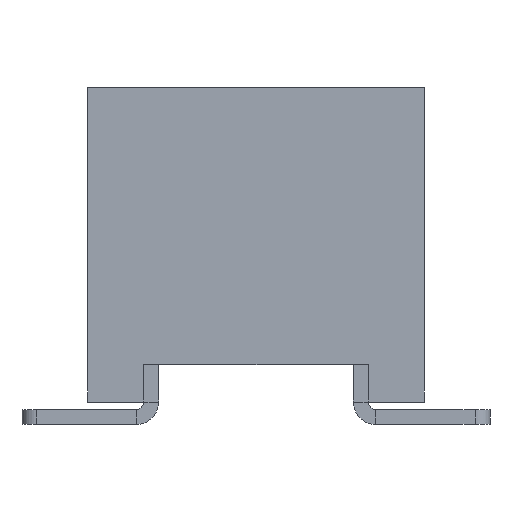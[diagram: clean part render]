
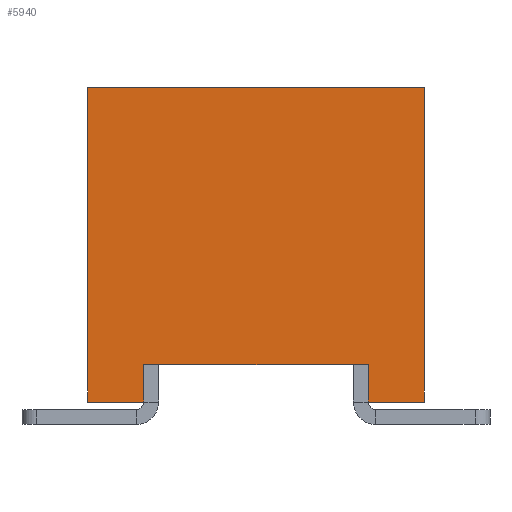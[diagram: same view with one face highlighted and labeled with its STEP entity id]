
A CAD part, left-side view. The second image highlights one B-rep face of the part: STEP entity #5940.
In plain terms, the highlighted planar face has unit normal (-1, 0, 0).
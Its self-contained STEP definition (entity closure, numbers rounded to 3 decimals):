
#121 = VECTOR ( 'NONE', #3796, 1000. ) ;
#468 = EDGE_CURVE ( 'NONE', #2576, #3872, #3335, .T. ) ;
#870 = VECTOR ( 'NONE', #4704, 1000. ) ;
#1002 = VECTOR ( 'NONE', #4997, 1000. ) ;
#1033 = VERTEX_POINT ( 'NONE', #5179 ) ;
#1068 = DIRECTION ( 'NONE',  ( 0., -1., 0. ) ) ;
#1175 = LINE ( 'NONE', #7407, #3896 ) ;
#1192 = EDGE_CURVE ( 'NONE', #1033, #4680, #2870, .T. ) ;
#1265 = LINE ( 'NONE', #5363, #5885 ) ;
#1280 = ORIENTED_EDGE ( 'NONE', *, *, #8115, .T. ) ;
#1681 = LINE ( 'NONE', #4340, #121 ) ;
#2206 = DIRECTION ( 'NONE',  ( 0., -1., 0. ) ) ;
#2373 = VERTEX_POINT ( 'NONE', #3469 ) ;
#2576 = VERTEX_POINT ( 'NONE', #3585 ) ;
#2798 = CARTESIAN_POINT ( 'NONE',  ( -1.25, 2.25, 4.2 ) ) ;
#2870 = LINE ( 'NONE', #5615, #7246 ) ;
#3294 = CARTESIAN_POINT ( 'NONE',  ( -1.25, 1.5, 0.5 ) ) ;
#3335 = LINE ( 'NONE', #4625, #870 ) ;
#3469 = CARTESIAN_POINT ( 'NONE',  ( -1.25, -2.25, 4.2 ) ) ;
#3585 = CARTESIAN_POINT ( 'NONE',  ( -1.25, -1.5, 0. ) ) ;
#3588 = DIRECTION ( 'NONE',  ( 0., 1., 0. ) ) ;
#3796 = DIRECTION ( 'NONE',  ( 0., 0., 1. ) ) ;
#3872 = VERTEX_POINT ( 'NONE', #4546 ) ;
#3896 = VECTOR ( 'NONE', #4012, 1000. ) ;
#4012 = DIRECTION ( 'NONE',  ( 0., 0., 1. ) ) ;
#4125 = EDGE_CURVE ( 'NONE', #8673, #7941, #5835, .T. ) ;
#4211 = CARTESIAN_POINT ( 'NONE',  ( -1.25, -1.5, 0.5 ) ) ;
#4340 = CARTESIAN_POINT ( 'NONE',  ( -1.25, 1.5, 0. ) ) ;
#4428 = VECTOR ( 'NONE', #1068, 1000. ) ;
#4456 = EDGE_LOOP ( 'NONE', ( #7607, #8841, #1280, #7259, #8604, #7297, #5361, #4805 ) ) ;
#4546 = CARTESIAN_POINT ( 'NONE',  ( -1.25, -2.25, 0. ) ) ;
#4625 = CARTESIAN_POINT ( 'NONE',  ( -1.25, -1.5, 0. ) ) ;
#4638 = PLANE ( 'NONE',  #6862 ) ;
#4679 = FACE_OUTER_BOUND ( 'NONE', #4456, .T. ) ;
#4680 = VERTEX_POINT ( 'NONE', #6763 ) ;
#4704 = DIRECTION ( 'NONE',  ( 0., -1., 0. ) ) ;
#4805 = ORIENTED_EDGE ( 'NONE', *, *, #1192, .T. ) ;
#4828 = LINE ( 'NONE', #7110, #6903 ) ;
#4997 = DIRECTION ( 'NONE',  ( 0., 0., -1. ) ) ;
#5179 = CARTESIAN_POINT ( 'NONE',  ( -1.25, 2.25, 0. ) ) ;
#5361 = ORIENTED_EDGE ( 'NONE', *, *, #7981, .T. ) ;
#5363 = CARTESIAN_POINT ( 'NONE',  ( -1.25, -1.5, 0.5 ) ) ;
#5615 = CARTESIAN_POINT ( 'NONE',  ( -1.25, 2.25, 0. ) ) ;
#5835 = LINE ( 'NONE', #8100, #4428 ) ;
#5885 = VECTOR ( 'NONE', #6718, 1000. ) ;
#5940 = ADVANCED_FACE ( 'NONE', ( #4679 ), #4638, .F. ) ;
#6210 = DIRECTION ( 'NONE',  ( 0., 0., -1. ) ) ;
#6521 = VERTEX_POINT ( 'NONE', #2798 ) ;
#6713 = DIRECTION ( 'NONE',  ( 1., 0., 0. ) ) ;
#6718 = DIRECTION ( 'NONE',  ( 0., 0., -1. ) ) ;
#6763 = CARTESIAN_POINT ( 'NONE',  ( -1.25, 1.5, 0. ) ) ;
#6811 = CARTESIAN_POINT ( 'NONE',  ( -1.25, 0., 0. ) ) ;
#6862 = AXIS2_PLACEMENT_3D ( 'NONE', #6811, #6713, #6210 ) ;
#6903 = VECTOR ( 'NONE', #3588, 1000. ) ;
#7110 = CARTESIAN_POINT ( 'NONE',  ( -1.25, -2.25, 4.2 ) ) ;
#7139 = LINE ( 'NONE', #8619, #1002 ) ;
#7246 = VECTOR ( 'NONE', #2206, 1000. ) ;
#7259 = ORIENTED_EDGE ( 'NONE', *, *, #468, .T. ) ;
#7297 = ORIENTED_EDGE ( 'NONE', *, *, #7540, .T. ) ;
#7407 = CARTESIAN_POINT ( 'NONE',  ( -1.25, -2.25, 0. ) ) ;
#7540 = EDGE_CURVE ( 'NONE', #2373, #6521, #4828, .T. ) ;
#7607 = ORIENTED_EDGE ( 'NONE', *, *, #7984, .T. ) ;
#7941 = VERTEX_POINT ( 'NONE', #4211 ) ;
#7981 = EDGE_CURVE ( 'NONE', #6521, #1033, #7139, .T. ) ;
#7984 = EDGE_CURVE ( 'NONE', #4680, #8673, #1681, .T. ) ;
#8100 = CARTESIAN_POINT ( 'NONE',  ( -1.25, 1.5, 0.5 ) ) ;
#8115 = EDGE_CURVE ( 'NONE', #7941, #2576, #1265, .T. ) ;
#8604 = ORIENTED_EDGE ( 'NONE', *, *, #8710, .T. ) ;
#8619 = CARTESIAN_POINT ( 'NONE',  ( -1.25, 2.25, 4.2 ) ) ;
#8673 = VERTEX_POINT ( 'NONE', #3294 ) ;
#8710 = EDGE_CURVE ( 'NONE', #3872, #2373, #1175, .T. ) ;
#8841 = ORIENTED_EDGE ( 'NONE', *, *, #4125, .T. ) ;
